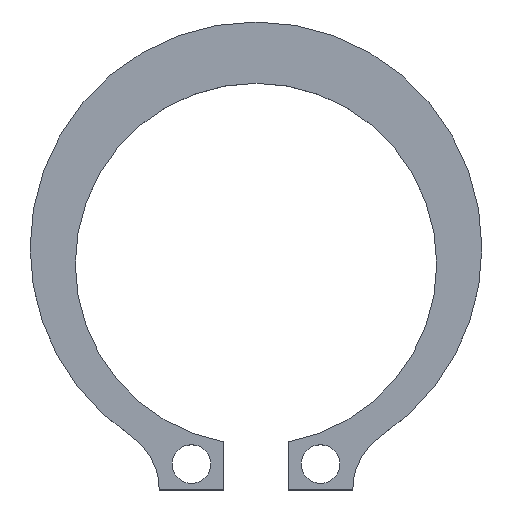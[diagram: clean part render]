
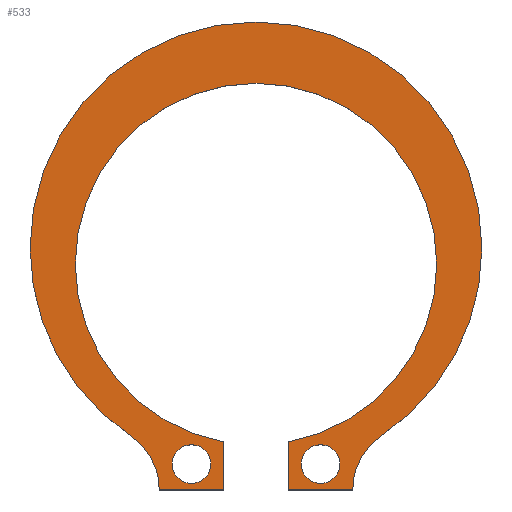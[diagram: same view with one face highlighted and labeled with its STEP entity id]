
A CAD part, top view. The second image highlights one B-rep face of the part: STEP entity #533.
In plain terms, the highlighted planar face has unit normal (0, 0, 1).
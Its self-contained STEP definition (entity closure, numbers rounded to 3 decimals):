
#1=CARTESIAN_POINT('POINT1',(-0.014,-0.062,0.01));
#2=VERTEX_POINT('VERTEX1',#1);
#20=CARTESIAN_POINT('POINT4',(-0.026,-0.062,0.01));
#21=VERTEX_POINT('VERTEX4',#20);
#28=CARTESIAN_POINT('POS4',(-0.02,-0.062,0.01));
#29=DIRECTION('DIR5',(0.,0.,-1.));
#30=DIRECTION('DIR6',(1.,0.,0.));
#31=AXIS2_PLACEMENT_3D('AXIS2',#28,#29,#30);
#32=CIRCLE('ELLIPSE2',#31,0.006);
#33=EDGE_CURVE('EDGE4',#21,#2,#32,.F.);
#44=EDGE_CURVE('EDGE5',#2,#21,#32,.F.);
#52=CARTESIAN_POINT('POINT5',(0.026,-0.062,0.01));
#53=VERTEX_POINT('VERTEX5',#52);
#71=CARTESIAN_POINT('POINT8',(0.014,-0.062,0.01));
#72=VERTEX_POINT('VERTEX8',#71);
#79=CARTESIAN_POINT('POS9',(0.02,-0.062,0.01));
#80=DIRECTION('DIR13',(0.,0.,-1.));
#81=DIRECTION('DIR14',(1.,0.,0.));
#82=AXIS2_PLACEMENT_3D('AXIS5',#79,#80,#81);
#83=CIRCLE('ELLIPSE4',#82,0.006);
#84=EDGE_CURVE('EDGE10',#72,#53,#83,.F.);
#95=EDGE_CURVE('EDGE11',#53,#72,#83,.F.);
#105=CARTESIAN_POINT('POINT10',(-0.01,-0.07,0.01));
#106=VERTEX_POINT('VERTEX10',#105);
#113=CARTESIAN_POINT('POINT11',(-0.03,-0.07,0.01));
#114=VERTEX_POINT('VERTEX11',#113);
#115=CARTESIAN_POINT('POS12',(-0.03,-0.07,0.01));
#116=DIRECTION('DIR18',(1.,0.,0.));
#117=VECTOR('VEC6',#116,1.);
#118=LINE('STRAIGHT6',#115,#117);
#119=EDGE_CURVE('EDGE14',#106,#114,#118,.F.);
#144=CARTESIAN_POINT('POINT13',(-0.03,-0.07,
   0.01));
#145=VERTEX_POINT('VERTEX13',#144);
#146=CARTESIAN_POINT('POS16',(-0.03,-0.07,0.01)
   );
#147=DIRECTION('DIR23',(0.,-1.,0.));
#148=VECTOR('VEC9',#147,1.);
#149=LINE('STRAIGHT9',#146,#148);
#150=EDGE_CURVE('EDGE17',#114,#145,#149,.F.);
#175=CARTESIAN_POINT('POINT15',(-0.039,
   -0.053,0.01));
#176=VERTEX_POINT('VERTEX15',#175);
#177=CARTESIAN_POINT('POS20',(-0.05,-0.07,0.01)
   );
#178=DIRECTION('DIR28',(0.,0.,-1.));
#179=DIRECTION('DIR29',(0.556,0.831,
   0.));
#180=AXIS2_PLACEMENT_3D('AXIS9',#177,#178,#179);
#181=CIRCLE('ELLIPSE5',#180,0.02);
#182=EDGE_CURVE('EDGE20',#145,#176,#181,.F.);
#207=CARTESIAN_POINT('POINT17',(-0.07,0.005,0.01
   ));
#208=VERTEX_POINT('VERTEX17',#207);
#225=CARTESIAN_POINT('POS26',(0.,0.005,0.01));
#226=DIRECTION('DIR38',(0.,0.,
   1.));
#227=DIRECTION('DIR39',(0.556,-0.831,
   0.));
#228=AXIS2_PLACEMENT_3D('AXIS13',#225,#226,#227);
#229=CIRCLE('ELLIPSE8',#228,0.07);
#230=EDGE_CURVE('EDGE25',#176,#208,#229,.F.);
#242=CARTESIAN_POINT('POINT20',(0.07,0.005,0.01)
   );
#243=VERTEX_POINT('VERTEX20',#242);
#253=EDGE_CURVE('EDGE28',#208,#243,#229,.F.);
#259=CARTESIAN_POINT('POINT21',(0.039,
   -0.053,0.01));
#260=VERTEX_POINT('VERTEX21',#259);
#261=EDGE_CURVE('EDGE29',#243,#260,#229,.F.);
#277=CARTESIAN_POINT('POINT23',(0.03,-0.07,0.01
   ));
#278=VERTEX_POINT('VERTEX23',#277);
#279=CARTESIAN_POINT('POS30',(0.05,-0.07,0.01))
   ;
#280=DIRECTION('DIR44',(0.,0.,-1.));
#281=DIRECTION('DIR45',(-1.,0.,0.));
#282=AXIS2_PLACEMENT_3D('AXIS15',#279,#280,#281);
#283=CIRCLE('ELLIPSE9',#282,0.02);
#284=EDGE_CURVE('EDGE32',#260,#278,#283,.F.);
#310=CARTESIAN_POINT('POINT25',(0.03,-0.07,0.01));
#311=VERTEX_POINT('VERTEX25',#310);
#312=CARTESIAN_POINT('POS34',(0.03,-0.07,0.01));
#313=DIRECTION('DIR51',(0.,1.,0.));
#314=VECTOR('VEC17',#313,1.);
#315=LINE('STRAIGHT17',#312,#314);
#316=EDGE_CURVE('EDGE35',#278,#311,#315,.F.);
#341=CARTESIAN_POINT('POINT27',(0.01,-0.07,0.01));
#342=VERTEX_POINT('VERTEX27',#341);
#343=CARTESIAN_POINT('POS38',(0.01,-0.07,0.01));
#344=DIRECTION('DIR56',(1.,0.,0.));
#345=VECTOR('VEC20',#344,1.);
#346=LINE('STRAIGHT20',#343,#345);
#347=EDGE_CURVE('EDGE38',#311,#342,#346,.F.);
#372=CARTESIAN_POINT('POINT29',(0.01,
   -0.055,0.01));
#373=VERTEX_POINT('VERTEX29',#372);
#374=CARTESIAN_POINT('POS42',(0.01,-0.055,0.01))
   ;
#375=DIRECTION('DIR61',(0.,-1.,0.));
#376=VECTOR('VEC23',#375,1.);
#377=LINE('STRAIGHT23',#374,#376);
#378=EDGE_CURVE('EDGE41',#342,#373,#377,.F.);
#402=CARTESIAN_POINT('POINT31',(0.056,0.,0.01
   ));
#403=VERTEX_POINT('VERTEX31',#402);
#420=CARTESIAN_POINT('POS48',(0.,0.,0.01));
#421=DIRECTION('DIR69',(0.,0.,
   -1.));
#422=DIRECTION('DIR70',(-0.179,-0.984,
   0.));
#423=AXIS2_PLACEMENT_3D('AXIS22',#420,#421,#422);
#424=CIRCLE('ELLIPSE12',#423,0.056);
#425=EDGE_CURVE('EDGE46',#373,#403,#424,.F.);
#476=CARTESIAN_POINT('POINT35',(-0.01,
   -0.055,0.01));
#477=VERTEX_POINT('VERTEX35',#476);
#484=CARTESIAN_POINT('POS53',(-0.01,-0.07,0.01));
#485=DIRECTION('DIR77',(0.,1.,0.));
#486=VECTOR('VEC29',#485,1.);
#487=LINE('STRAIGHT29',#484,#486);
#488=EDGE_CURVE('EDGE51',#477,#106,#487,.F.);
#500=ORIENTED_EDGE('COEDGE83',*,*,#425,.F.);
#501=ORIENTED_EDGE('COEDGE84',*,*,#378,.F.);
#502=ORIENTED_EDGE('COEDGE85',*,*,#347,.F.);
#503=ORIENTED_EDGE('COEDGE86',*,*,#316,.F.);
#504=ORIENTED_EDGE('COEDGE87',*,*,#284,.F.);
#505=ORIENTED_EDGE('COEDGE88',*,*,#261,.F.);
#506=ORIENTED_EDGE('COEDGE89',*,*,#253,.F.);
#507=ORIENTED_EDGE('COEDGE90',*,*,#230,.F.);
#508=ORIENTED_EDGE('COEDGE91',*,*,#182,.F.);
#509=ORIENTED_EDGE('COEDGE92',*,*,#150,.F.);
#510=ORIENTED_EDGE('COEDGE93',*,*,#119,.F.);
#511=ORIENTED_EDGE('COEDGE94',*,*,#488,.F.);
#512=CARTESIAN_POINT('POINT36',(-0.056,0.,0.01
   ));
#513=VERTEX_POINT('VERTEX36',#512);
#514=EDGE_CURVE('EDGE52',#513,#477,#424,.F.);
#515=ORIENTED_EDGE('COEDGE95',*,*,#514,.F.);
#516=EDGE_CURVE('EDGE53',#403,#513,#424,.F.);
#517=ORIENTED_EDGE('COEDGE96',*,*,#516,.F.);
#518=EDGE_LOOP('NONE',(#500,#501,#502,#503,#504,#505,#506,#507,#508,#509
   ,#510,#511,#515,#517));
#519=FACE_BOUND('LOOP1',#518,.T.);
#520=ORIENTED_EDGE('COEDGE97',*,*,#95,.F.);
#521=ORIENTED_EDGE('COEDGE98',*,*,#84,.F.);
#522=EDGE_LOOP('NONE',(#520,#521));
#523=FACE_BOUND('LOOP1',#522,.T.);
#524=ORIENTED_EDGE('COEDGE99',*,*,#44,.F.);
#525=ORIENTED_EDGE('COEDGE100',*,*,#33,.F.);
#526=EDGE_LOOP('NONE',(#524,#525));
#527=FACE_BOUND('LOOP1',#526,.T.);
#528=CARTESIAN_POINT('POS55',(0.,0.,0.01));
#529=DIRECTION('DIR80',(0.,0.,1.));
#530=DIRECTION('DIR81',(1.,0.,0.));
#531=AXIS2_PLACEMENT_3D('AXIS26',#528,#529,#530);
#532=PLANE('PLANE8',#531);
#533=ADVANCED_FACE('FACE18',(#519,#523,#527),#532,.T.);
